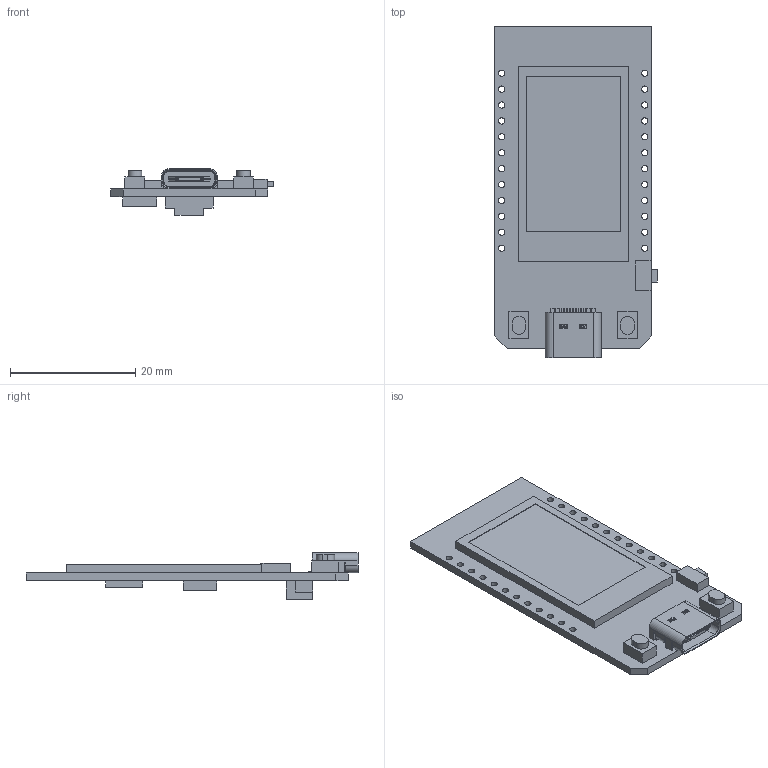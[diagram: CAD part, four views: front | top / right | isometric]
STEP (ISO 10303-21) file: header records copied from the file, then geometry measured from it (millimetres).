
FILE_DESCRIPTION(/* description */ (''),/* implementation_level */ '2;1');
FILE_NAME(/* name */ 'TTGO T-Display.stp',/* time_stamp */ '2020-05-01T23:21:48-07:00',/* author */ ('Mathieu Fregeau'),/* organization */ (''),/* preprocessor_version */ 'ST-DEVELOPER v16.7',/* originating_system */ 'SIEMENS PLM Software NX 1847',/* authorisation */ '');
FILE_SCHEMA (('AUTOMOTIVE_DESIGN { 1 0 10303 214 3 1 1 1 }'));
Length unit declared in the file: millimetre
Products named in the file (2): USB Type C Port (SMD Type); TTGO T-Display
Assembly tree (1 placements, depth 2):
  TTGO T-Display
    USB Type C Port (SMD Type)
Bounding box: 25.99 x 53.01 x 7.4 mm (x, y, z)
Volume: 2670.7 mm3; surface area: 3786.6 mm2
Topology: 25 solids, 25 shells, 492 faces, 1257 edges, 816 vertices
Faces by surface type: plane 337, cylinder 127, torus 12, cone 8, sphere 6, bspline 2
Full cylindrical faces by diameter (mm): 1 x24
Entity records: 16220 total; most frequent: CARTESIAN_POINT 2553, DIRECTION 2455, ORIENTED_EDGE 2406, EDGE_CURVE 1203, LINE 923, VECTOR 923, VERTEX_POINT 792, AXIS2_PLACEMENT_3D 766
